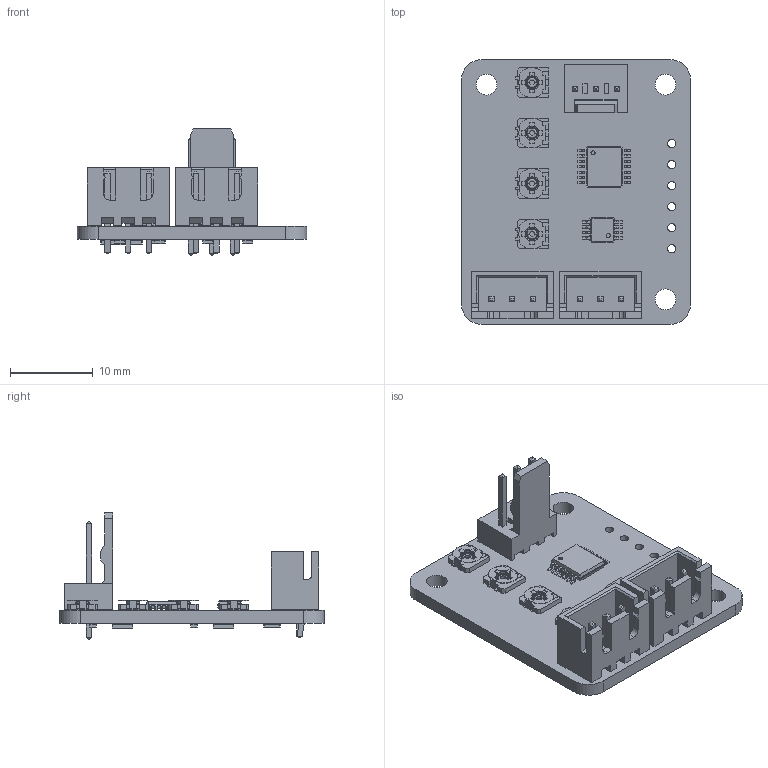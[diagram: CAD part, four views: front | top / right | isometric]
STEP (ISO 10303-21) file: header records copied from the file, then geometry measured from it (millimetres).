
FILE_DESCRIPTION(('KiCad electronic assembly'),'2;1');
FILE_NAME('galvo-schematic.step','2019-03-23T10:48:35',('An Author'),( 'A Company'),'Open CASCADE STEP processor 6.9', 'KiCad to STEP converter','Unknown');
FILE_SCHEMA(('AUTOMOTIVE_DESIGN { 1 0 10303 214 1 1 1 1 }'));
Length unit declared in the file: millimetre
Products named in the file (18): Open CASCADE STEP translator 6.9 1; TC-33X-2; SOLID; R_0603_1608Metric; Molex_KK-254_AE-6410-03A_1x03_P2.54mm_Vertical; JST_XH_B03B-XH-A_1x03_P2.50mm_Vertical; R_2010_5025Metric; R_0805_2012Metric; MSOP-8_3x3mm_P0.65mm; TSSOP-14_4.4x5mm_P0.65mm; COMPOUND
Assembly tree (26 placements, depth 3):
  Open CASCADE STEP translator 6.9 1
    TC-33X-2  x4
      SOLID
    R_0603_1608Metric  x2
      SOLID
    Molex_KK-254_AE-6410-03A_1x03_P2.54mm_Vertical
      SOLID
    JST_XH_B03B-XH-A_1x03_P2.50mm_Vertical  x2
      SOLID
    R_2010_5025Metric  x2
      SOLID
    R_0805_2012Metric  x4
      SOLID
    MSOP-8_3x3mm_P0.65mm
      SOLID
    TSSOP-14_4.4x5mm_P0.65mm
      SOLID
    COMPOUND
Bounding box: 27.69 x 32 x 15.26 mm (x, y, z)
Volume: 2032.2 mm3; surface area: 3923 mm2
Topology: 18 solids, 18 shells, 1459 faces, 3989 edges, 2554 vertices
Faces by surface type: plane 1040, cylinder 285, bspline 134
Full cylindrical faces by diameter (mm): 0.5 x2, 0.95 x6, 1.016 x6, 1.2 x3, 2.5 x3
Entity records: 63545 total; most frequent: CARTESIAN_POINT 13207, DIRECTION 8156, LINE 5682, VECTOR 5682, ORIENTED_EDGE 4472, PCURVE 4472, DEFINITIONAL_REPRESENTATION 4472, EDGE_CURVE 2236
